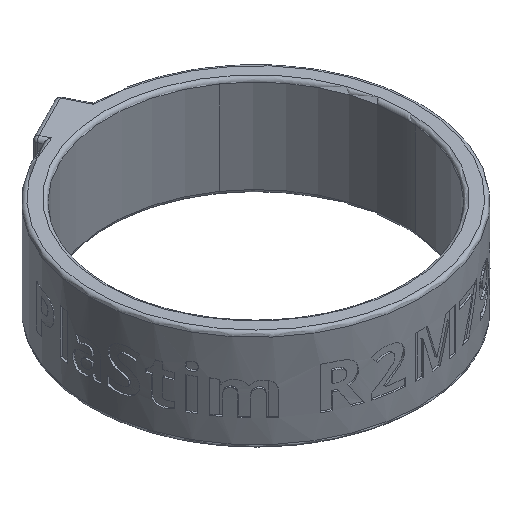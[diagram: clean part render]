
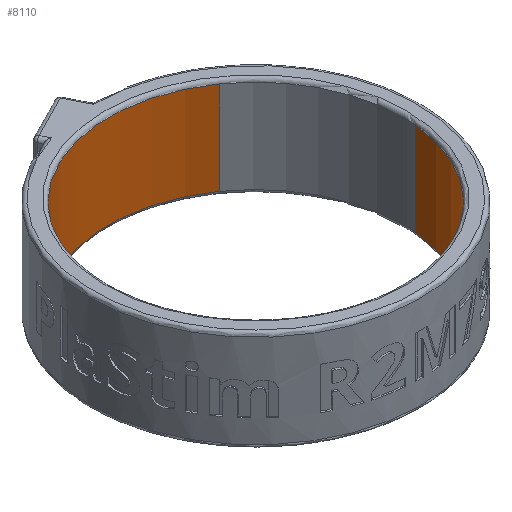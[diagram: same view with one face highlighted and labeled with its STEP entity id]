
A CAD part, isometric view. The second image highlights one B-rep face of the part: STEP entity #8110.
In plain terms, the highlighted cylindrical face has radius 39.5 mm (diameter 79 mm), a partial arc.
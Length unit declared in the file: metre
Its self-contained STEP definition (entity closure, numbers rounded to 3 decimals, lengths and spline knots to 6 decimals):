
#921=LINE('',#15537,#1455);
#922=LINE('',#15538,#1456);
#1455=VECTOR('',#10154,1.);
#1456=VECTOR('',#10155,1.);
#4384=ORIENTED_EDGE('',*,*,#5622,.T.);
#4385=ORIENTED_EDGE('',*,*,#5631,.T.);
#4386=ORIENTED_EDGE('',*,*,#5629,.F.);
#4387=ORIENTED_EDGE('',*,*,#5632,.F.);
#5622=EDGE_CURVE('',#6434,#6436,#6603,.T.);
#5629=EDGE_CURVE('',#6443,#6444,#6606,.T.);
#5631=EDGE_CURVE('',#6436,#6444,#921,.T.);
#5632=EDGE_CURVE('',#6434,#6443,#922,.T.);
#6434=VERTEX_POINT('',#15513);
#6436=VERTEX_POINT('',#15517);
#6443=VERTEX_POINT('',#15532);
#6444=VERTEX_POINT('',#15534);
#6603=CIRCLE('',#8629,0.0395);
#6606=CIRCLE('',#8633,0.0395);
#7090=EDGE_LOOP('',(#4384,#4385,#4386,#4387));
#7585=FACE_BOUND('',#7090,.T.);
#7666=CYLINDRICAL_SURFACE('',#8634,0.0395);
#8110=ADVANCED_FACE('',(#7585),#7666,.F.);
#8629=AXIS2_PLACEMENT_3D('',#15518,#10137,#10138);
#8633=AXIS2_PLACEMENT_3D('',#15533,#10149,#10150);
#8634=AXIS2_PLACEMENT_3D('',#15536,#10152,#10153);
#10137=DIRECTION('',(0.,0.,1.));
#10138=DIRECTION('',(1.,0.,0.));
#10149=DIRECTION('',(0.,0.,1.));
#10150=DIRECTION('',(1.,0.,0.));
#10152=DIRECTION('',(0.,0.,-1.));
#10153=DIRECTION('',(-1.,0.,0.));
#10154=DIRECTION('',(0.,0.,-1.));
#10155=DIRECTION('',(0.,0.,-1.));
#15513=CARTESIAN_POINT('',(0.022656,0.032357,0.0125));
#15517=CARTESIAN_POINT('',(0.03935,-0.003443,0.0125));
#15518=CARTESIAN_POINT('',(0.,0.,0.0125));
#15532=CARTESIAN_POINT('',(0.022656,0.032357,-0.0125));
#15533=CARTESIAN_POINT('',(0.,0.,-0.0125));
#15534=CARTESIAN_POINT('',(0.03935,-0.003443,-0.0125));
#15536=CARTESIAN_POINT('',(0.,0.,0.0125));
#15537=CARTESIAN_POINT('',(0.03935,-0.003443,0.0125));
#15538=CARTESIAN_POINT('',(0.022656,0.032357,0.0125));
